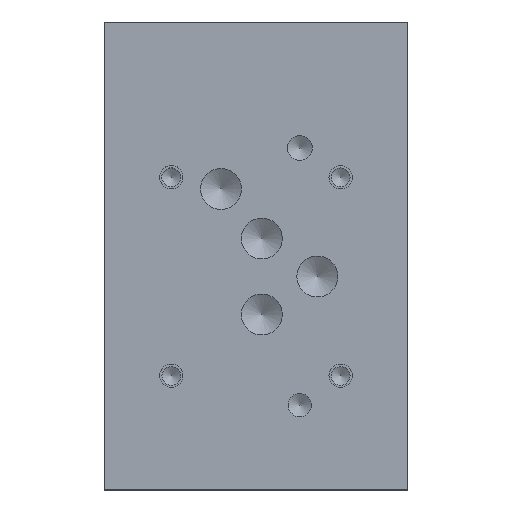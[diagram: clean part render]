
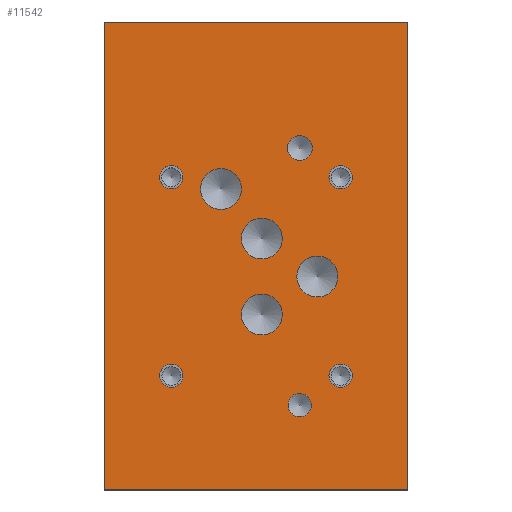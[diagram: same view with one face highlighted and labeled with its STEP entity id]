
A CAD part, top view. The second image highlights one B-rep face of the part: STEP entity #11542.
In plain terms, the highlighted planar face has unit normal (0, 0, 1).
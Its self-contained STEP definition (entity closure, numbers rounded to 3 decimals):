
#185=CIRCLE('',#11956,3.175);
#186=CIRCLE('',#11957,3.175);
#189=CIRCLE('',#11962,3.378);
#190=CIRCLE('',#11963,3.378);
#193=CIRCLE('',#11968,5.556);
#194=CIRCLE('',#11969,5.556);
#197=CIRCLE('',#11974,5.556);
#198=CIRCLE('',#11975,5.556);
#201=CIRCLE('',#11980,5.556);
#202=CIRCLE('',#11981,5.556);
#205=CIRCLE('',#11986,5.563);
#206=CIRCLE('',#11987,5.563);
#212=CIRCLE('',#11996,3.175);
#213=CIRCLE('',#11997,3.175);
#219=CIRCLE('',#12007,3.175);
#220=CIRCLE('',#12008,3.175);
#226=CIRCLE('',#12018,3.175);
#227=CIRCLE('',#12019,3.175);
#233=CIRCLE('',#12029,3.175);
#234=CIRCLE('',#12030,3.175);
#440=FACE_BOUND('',#2126,.T.);
#441=FACE_BOUND('',#2127,.T.);
#442=FACE_BOUND('',#2128,.T.);
#443=FACE_BOUND('',#2129,.T.);
#444=FACE_BOUND('',#2130,.T.);
#445=FACE_BOUND('',#2131,.T.);
#446=FACE_BOUND('',#2132,.T.);
#447=FACE_BOUND('',#2133,.T.);
#448=FACE_BOUND('',#2134,.T.);
#449=FACE_BOUND('',#2135,.T.);
#1455=FACE_OUTER_BOUND('',#2125,.T.);
#2125=EDGE_LOOP('',(#10139,#10140,#10141,#10142));
#2126=EDGE_LOOP('',(#10143,#10144));
#2127=EDGE_LOOP('',(#10145,#10146));
#2128=EDGE_LOOP('',(#10147,#10148));
#2129=EDGE_LOOP('',(#10149,#10150));
#2130=EDGE_LOOP('',(#10151,#10152));
#2131=EDGE_LOOP('',(#10153,#10154));
#2132=EDGE_LOOP('',(#10155,#10156));
#2133=EDGE_LOOP('',(#10157,#10158));
#2134=EDGE_LOOP('',(#10159,#10160));
#2135=EDGE_LOOP('',(#10161,#10162));
#2195=LINE('',#14977,#3275);
#2255=LINE('',#15252,#3335);
#2649=LINE('',#17767,#3729);
#3216=LINE('',#19784,#4296);
#3275=VECTOR('',#12349,10.);
#3335=VECTOR('',#12463,10.);
#3729=VECTOR('',#13095,10.);
#4296=VECTOR('',#14710,10.);
#4347=VERTEX_POINT('',#14974);
#4348=VERTEX_POINT('',#14976);
#4407=VERTEX_POINT('',#15249);
#4408=VERTEX_POINT('',#15251);
#5190=VERTEX_POINT('',#19205);
#5191=VERTEX_POINT('',#19206);
#5195=VERTEX_POINT('',#19218);
#5196=VERTEX_POINT('',#19219);
#5200=VERTEX_POINT('',#19231);
#5201=VERTEX_POINT('',#19232);
#5205=VERTEX_POINT('',#19244);
#5206=VERTEX_POINT('',#19245);
#5210=VERTEX_POINT('',#19257);
#5211=VERTEX_POINT('',#19258);
#5215=VERTEX_POINT('',#19270);
#5216=VERTEX_POINT('',#19271);
#5223=VERTEX_POINT('',#19290);
#5224=VERTEX_POINT('',#19291);
#5231=VERTEX_POINT('',#19312);
#5232=VERTEX_POINT('',#19313);
#5239=VERTEX_POINT('',#19334);
#5240=VERTEX_POINT('',#19335);
#5247=VERTEX_POINT('',#19356);
#5248=VERTEX_POINT('',#19357);
#5459=EDGE_CURVE('',#4348,#4347,#2195,.T.);
#5543=EDGE_CURVE('',#4408,#4407,#2255,.T.);
#6145=EDGE_CURVE('',#4407,#4348,#2649,.T.);
#6707=EDGE_CURVE('',#5190,#5191,#185,.T.);
#6708=EDGE_CURVE('',#5191,#5190,#186,.T.);
#6713=EDGE_CURVE('',#5195,#5196,#189,.T.);
#6714=EDGE_CURVE('',#5196,#5195,#190,.T.);
#6719=EDGE_CURVE('',#5200,#5201,#193,.T.);
#6720=EDGE_CURVE('',#5201,#5200,#194,.T.);
#6725=EDGE_CURVE('',#5205,#5206,#197,.T.);
#6726=EDGE_CURVE('',#5206,#5205,#198,.T.);
#6731=EDGE_CURVE('',#5210,#5211,#201,.T.);
#6732=EDGE_CURVE('',#5211,#5210,#202,.T.);
#6737=EDGE_CURVE('',#5215,#5216,#205,.T.);
#6738=EDGE_CURVE('',#5216,#5215,#206,.T.);
#6746=EDGE_CURVE('',#5223,#5224,#212,.T.);
#6747=EDGE_CURVE('',#5224,#5223,#213,.T.);
#6756=EDGE_CURVE('',#5231,#5232,#219,.T.);
#6757=EDGE_CURVE('',#5232,#5231,#220,.T.);
#6766=EDGE_CURVE('',#5239,#5240,#226,.T.);
#6767=EDGE_CURVE('',#5240,#5239,#227,.T.);
#6776=EDGE_CURVE('',#5247,#5248,#233,.T.);
#6777=EDGE_CURVE('',#5248,#5247,#234,.T.);
#6978=EDGE_CURVE('',#4347,#4408,#3216,.T.);
#10139=ORIENTED_EDGE('',*,*,#6145,.T.);
#10140=ORIENTED_EDGE('',*,*,#5459,.T.);
#10141=ORIENTED_EDGE('',*,*,#6978,.T.);
#10142=ORIENTED_EDGE('',*,*,#5543,.T.);
#10143=ORIENTED_EDGE('',*,*,#6707,.T.);
#10144=ORIENTED_EDGE('',*,*,#6708,.T.);
#10145=ORIENTED_EDGE('',*,*,#6713,.T.);
#10146=ORIENTED_EDGE('',*,*,#6714,.T.);
#10147=ORIENTED_EDGE('',*,*,#6719,.T.);
#10148=ORIENTED_EDGE('',*,*,#6720,.T.);
#10149=ORIENTED_EDGE('',*,*,#6725,.T.);
#10150=ORIENTED_EDGE('',*,*,#6726,.T.);
#10151=ORIENTED_EDGE('',*,*,#6731,.T.);
#10152=ORIENTED_EDGE('',*,*,#6732,.T.);
#10153=ORIENTED_EDGE('',*,*,#6737,.T.);
#10154=ORIENTED_EDGE('',*,*,#6738,.T.);
#10155=ORIENTED_EDGE('',*,*,#6746,.T.);
#10156=ORIENTED_EDGE('',*,*,#6747,.T.);
#10157=ORIENTED_EDGE('',*,*,#6756,.T.);
#10158=ORIENTED_EDGE('',*,*,#6757,.T.);
#10159=ORIENTED_EDGE('',*,*,#6766,.T.);
#10160=ORIENTED_EDGE('',*,*,#6767,.T.);
#10161=ORIENTED_EDGE('',*,*,#6776,.T.);
#10162=ORIENTED_EDGE('',*,*,#6777,.T.);
#10509=PLANE('',#12249);
#11542=ADVANCED_FACE('',(#1455,#440,#441,#442,#443,#444,#445,#446,#447,
#448,#449),#10509,.T.);
#11956=AXIS2_PLACEMENT_3D('',#19207,#14035,#14036);
#11957=AXIS2_PLACEMENT_3D('',#19208,#14037,#14038);
#11962=AXIS2_PLACEMENT_3D('',#19220,#14049,#14050);
#11963=AXIS2_PLACEMENT_3D('',#19221,#14051,#14052);
#11968=AXIS2_PLACEMENT_3D('',#19233,#14063,#14064);
#11969=AXIS2_PLACEMENT_3D('',#19234,#14065,#14066);
#11974=AXIS2_PLACEMENT_3D('',#19246,#14077,#14078);
#11975=AXIS2_PLACEMENT_3D('',#19247,#14079,#14080);
#11980=AXIS2_PLACEMENT_3D('',#19259,#14091,#14092);
#11981=AXIS2_PLACEMENT_3D('',#19260,#14093,#14094);
#11986=AXIS2_PLACEMENT_3D('',#19272,#14105,#14106);
#11987=AXIS2_PLACEMENT_3D('',#19273,#14107,#14108);
#11996=AXIS2_PLACEMENT_3D('',#19292,#14127,#14128);
#11997=AXIS2_PLACEMENT_3D('',#19293,#14129,#14130);
#12007=AXIS2_PLACEMENT_3D('',#19314,#14152,#14153);
#12008=AXIS2_PLACEMENT_3D('',#19315,#14154,#14155);
#12018=AXIS2_PLACEMENT_3D('',#19336,#14177,#14178);
#12019=AXIS2_PLACEMENT_3D('',#19337,#14179,#14180);
#12029=AXIS2_PLACEMENT_3D('',#19358,#14202,#14203);
#12030=AXIS2_PLACEMENT_3D('',#19359,#14204,#14205);
#12249=AXIS2_PLACEMENT_3D('',#19787,#14715,#14716);
#12349=DIRECTION('',(0.,1.,0.));
#12463=DIRECTION('',(0.,-1.,0.));
#13095=DIRECTION('',(1.,0.,0.));
#14035=DIRECTION('center_axis',(0.,0.,-1.));
#14036=DIRECTION('ref_axis',(1.,0.,0.));
#14037=DIRECTION('center_axis',(0.,0.,-1.));
#14038=DIRECTION('ref_axis',(1.,0.,0.));
#14049=DIRECTION('center_axis',(0.,0.,-1.));
#14050=DIRECTION('ref_axis',(1.,0.,0.));
#14051=DIRECTION('center_axis',(0.,0.,-1.));
#14052=DIRECTION('ref_axis',(1.,0.,0.));
#14063=DIRECTION('center_axis',(0.,0.,-1.));
#14064=DIRECTION('ref_axis',(1.,0.,0.));
#14065=DIRECTION('center_axis',(0.,0.,-1.));
#14066=DIRECTION('ref_axis',(1.,0.,0.));
#14077=DIRECTION('center_axis',(0.,0.,-1.));
#14078=DIRECTION('ref_axis',(1.,0.,0.));
#14079=DIRECTION('center_axis',(0.,0.,-1.));
#14080=DIRECTION('ref_axis',(1.,0.,0.));
#14091=DIRECTION('center_axis',(0.,0.,-1.));
#14092=DIRECTION('ref_axis',(1.,0.,0.));
#14093=DIRECTION('center_axis',(0.,0.,-1.));
#14094=DIRECTION('ref_axis',(1.,0.,0.));
#14105=DIRECTION('center_axis',(0.,0.,-1.));
#14106=DIRECTION('ref_axis',(1.,0.,0.));
#14107=DIRECTION('center_axis',(0.,0.,-1.));
#14108=DIRECTION('ref_axis',(1.,0.,0.));
#14127=DIRECTION('center_axis',(0.,0.,-1.));
#14128=DIRECTION('ref_axis',(1.,0.,0.));
#14129=DIRECTION('center_axis',(0.,0.,-1.));
#14130=DIRECTION('ref_axis',(1.,0.,0.));
#14152=DIRECTION('center_axis',(0.,0.,-1.));
#14153=DIRECTION('ref_axis',(1.,0.,0.));
#14154=DIRECTION('center_axis',(0.,0.,-1.));
#14155=DIRECTION('ref_axis',(1.,0.,0.));
#14177=DIRECTION('center_axis',(0.,0.,-1.));
#14178=DIRECTION('ref_axis',(1.,0.,0.));
#14179=DIRECTION('center_axis',(0.,0.,-1.));
#14180=DIRECTION('ref_axis',(1.,0.,0.));
#14202=DIRECTION('center_axis',(0.,0.,-1.));
#14203=DIRECTION('ref_axis',(1.,0.,0.));
#14204=DIRECTION('center_axis',(0.,0.,-1.));
#14205=DIRECTION('ref_axis',(1.,0.,0.));
#14710=DIRECTION('',(-1.,0.,0.));
#14715=DIRECTION('center_axis',(0.,0.,1.));
#14716=DIRECTION('ref_axis',(1.,0.,0.));
#14974=CARTESIAN_POINT('',(82.55,127.,101.6));
#14976=CARTESIAN_POINT('',(82.55,0.,101.6));
#14977=CARTESIAN_POINT('',(82.55,0.,101.6));
#15249=CARTESIAN_POINT('',(0.,0.,101.6));
#15251=CARTESIAN_POINT('',(0.,127.,101.6));
#15252=CARTESIAN_POINT('',(0.,127.,101.6));
#17767=CARTESIAN_POINT('',(0.,0.,101.6));
#19205=CARTESIAN_POINT('',(56.363,22.911,101.6));
#19206=CARTESIAN_POINT('',(50.013,22.911,101.6));
#19207=CARTESIAN_POINT('Origin',(53.188,22.911,101.6));
#19208=CARTESIAN_POINT('Origin',(53.188,22.911,101.6));
#19218=CARTESIAN_POINT('',(56.566,92.761,101.6));
#19219=CARTESIAN_POINT('',(49.809,92.761,101.6));
#19220=CARTESIAN_POINT('Origin',(53.188,92.761,101.6));
#19221=CARTESIAN_POINT('Origin',(53.188,92.761,101.6));
#19231=CARTESIAN_POINT('',(48.406,68.153,101.6));
#19232=CARTESIAN_POINT('',(37.294,68.153,101.6));
#19233=CARTESIAN_POINT('Origin',(42.85,68.153,101.6));
#19234=CARTESIAN_POINT('Origin',(42.85,68.153,101.6));
#19244=CARTESIAN_POINT('',(37.301,81.648,101.6));
#19245=CARTESIAN_POINT('',(26.189,81.648,101.6));
#19246=CARTESIAN_POINT('Origin',(31.745,81.648,101.6));
#19247=CARTESIAN_POINT('Origin',(31.745,81.648,101.6));
#19257=CARTESIAN_POINT('',(48.411,47.518,101.6));
#19258=CARTESIAN_POINT('',(37.299,47.518,101.6));
#19259=CARTESIAN_POINT('Origin',(42.855,47.518,101.6));
#19260=CARTESIAN_POINT('Origin',(42.855,47.518,101.6));
#19270=CARTESIAN_POINT('',(63.5,57.836,101.6));
#19271=CARTESIAN_POINT('',(52.375,57.836,101.6));
#19272=CARTESIAN_POINT('Origin',(57.937,57.836,101.6));
#19273=CARTESIAN_POINT('Origin',(57.937,57.836,101.6));
#19290=CARTESIAN_POINT('',(67.462,30.861,101.6));
#19291=CARTESIAN_POINT('',(61.112,30.861,101.6));
#19292=CARTESIAN_POINT('Origin',(64.287,30.861,101.6));
#19293=CARTESIAN_POINT('Origin',(64.287,30.861,101.6));
#19312=CARTESIAN_POINT('',(21.412,84.849,101.6));
#19313=CARTESIAN_POINT('',(15.062,84.849,101.6));
#19314=CARTESIAN_POINT('Origin',(18.237,84.849,101.6));
#19315=CARTESIAN_POINT('Origin',(18.237,84.849,101.6));
#19334=CARTESIAN_POINT('',(67.462,84.836,101.6));
#19335=CARTESIAN_POINT('',(61.112,84.836,101.6));
#19336=CARTESIAN_POINT('Origin',(64.287,84.836,101.6));
#19337=CARTESIAN_POINT('Origin',(64.287,84.836,101.6));
#19356=CARTESIAN_POINT('',(21.425,30.861,101.6));
#19357=CARTESIAN_POINT('',(15.075,30.861,101.6));
#19358=CARTESIAN_POINT('Origin',(18.25,30.861,101.6));
#19359=CARTESIAN_POINT('Origin',(18.25,30.861,101.6));
#19784=CARTESIAN_POINT('',(82.55,127.,101.6));
#19787=CARTESIAN_POINT('Origin',(41.275,63.5,101.6));
